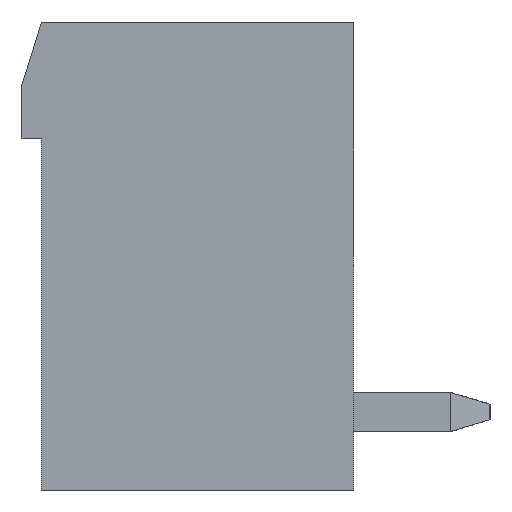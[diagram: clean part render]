
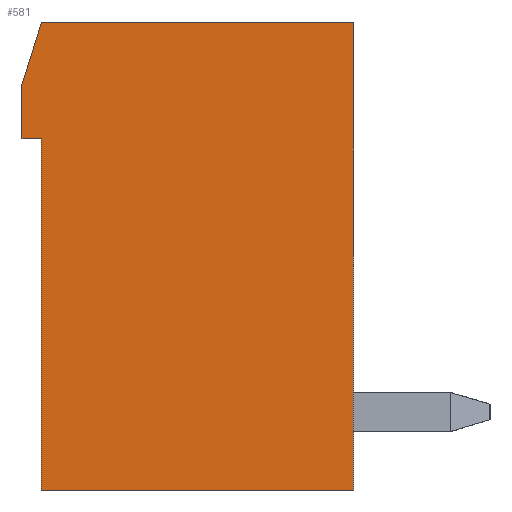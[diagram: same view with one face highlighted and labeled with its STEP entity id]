
A CAD part, left-side view. The second image highlights one B-rep face of the part: STEP entity #581.
In plain terms, the highlighted planar face has unit normal (-1, 0, 0).
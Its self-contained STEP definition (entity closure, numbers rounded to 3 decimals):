
#581 = ADVANCED_FACE( '', ( #1368 ), #1369, .T. );
#1368 = FACE_OUTER_BOUND( '', #2536, .T. );
#1369 = PLANE( '', #2537 );
#2536 = EDGE_LOOP( '', ( #4122, #4123, #4124, #4125, #4126, #4127, #4128 ) );
#2537 = AXIS2_PLACEMENT_3D( '', #4129, #4130, #4131 );
#4122 = ORIENTED_EDGE( '', *, *, #6895, .F. );
#4123 = ORIENTED_EDGE( '', *, *, #6896, .T. );
#4124 = ORIENTED_EDGE( '', *, *, #6636, .F. );
#4125 = ORIENTED_EDGE( '', *, *, #6897, .F. );
#4126 = ORIENTED_EDGE( '', *, *, #6898, .T. );
#4127 = ORIENTED_EDGE( '', *, *, #6775, .T. );
#4128 = ORIENTED_EDGE( '', *, *, #6899, .T. );
#4129 = CARTESIAN_POINT( '', ( -18.5, 0., 0. ) );
#4130 = DIRECTION( '', ( -1., 0., 0. ) );
#4131 = DIRECTION( '', ( 0., 0., 1. ) );
#6636 = EDGE_CURVE( '', #7981, #7982, #7983, .T. );
#6775 = EDGE_CURVE( '', #8232, #8230, #8233, .T. );
#6895 = EDGE_CURVE( '', #8425, #8426, #8427, .T. );
#6896 = EDGE_CURVE( '', #8425, #7982, #8428, .T. );
#6897 = EDGE_CURVE( '', #8429, #7981, #8430, .T. );
#6898 = EDGE_CURVE( '', #8429, #8232, #8431, .T. );
#6899 = EDGE_CURVE( '', #8230, #8426, #8432, .T. );
#7981 = VERTEX_POINT( '', #9878 );
#7982 = VERTEX_POINT( '', #9879 );
#7983 = LINE( '', #9880, #9881 );
#8230 = VERTEX_POINT( '', #10241 );
#8232 = VERTEX_POINT( '', #10244 );
#8233 = LINE( '', #10245, #10246 );
#8425 = VERTEX_POINT( '', #10512 );
#8426 = VERTEX_POINT( '', #10513 );
#8427 = LINE( '', #10514, #10515 );
#8428 = LINE( '', #10516, #10517 );
#8429 = VERTEX_POINT( '', #10518 );
#8430 = LINE( '', #10519, #10520 );
#8431 = LINE( '', #10521, #10522 );
#8432 = LINE( '', #10523, #10524 );
#9878 = CARTESIAN_POINT( '', ( -18.5, 3.75, 3. ) );
#9879 = CARTESIAN_POINT( '', ( -18.5, 4.25, 3. ) );
#9880 = CARTESIAN_POINT( '', ( -18.5, 0., 3. ) );
#9881 = VECTOR( '', #12148, 1000. );
#10241 = CARTESIAN_POINT( '', ( -18.5, -4.25, 6. ) );
#10244 = CARTESIAN_POINT( '', ( -18.5, -4.25, -6. ) );
#10245 = CARTESIAN_POINT( '', ( -18.5, -4.25, -6. ) );
#10246 = VECTOR( '', #12296, 1000. );
#10512 = CARTESIAN_POINT( '', ( -18.5, 4.25, 4.4 ) );
#10513 = CARTESIAN_POINT( '', ( -18.5, 3.75, 6. ) );
#10514 = CARTESIAN_POINT( '', ( -18.5, 5.125, 1.601 ) );
#10515 = VECTOR( '', #12434, 1000. );
#10516 = CARTESIAN_POINT( '', ( -18.5, 4.25, 6. ) );
#10517 = VECTOR( '', #12435, 1000. );
#10518 = CARTESIAN_POINT( '', ( -18.5, 3.75, -6. ) );
#10519 = CARTESIAN_POINT( '', ( -18.5, 3.75, 0. ) );
#10520 = VECTOR( '', #12436, 1000. );
#10521 = CARTESIAN_POINT( '', ( -18.5, 4.25, -6. ) );
#10522 = VECTOR( '', #12437, 1000. );
#10523 = CARTESIAN_POINT( '', ( -18.5, -4.25, 6. ) );
#10524 = VECTOR( '', #12438, 1000. );
#12148 = DIRECTION( '', ( 0., 1., 0. ) );
#12296 = DIRECTION( '', ( 0., 0., 1. ) );
#12434 = DIRECTION( '', ( 0., -0.298, 0.954 ) );
#12435 = DIRECTION( '', ( 0., 0., -1. ) );
#12436 = DIRECTION( '', ( 0., 0., 1. ) );
#12437 = DIRECTION( '', ( 0., -1., 0. ) );
#12438 = DIRECTION( '', ( 0., 1., 0. ) );
